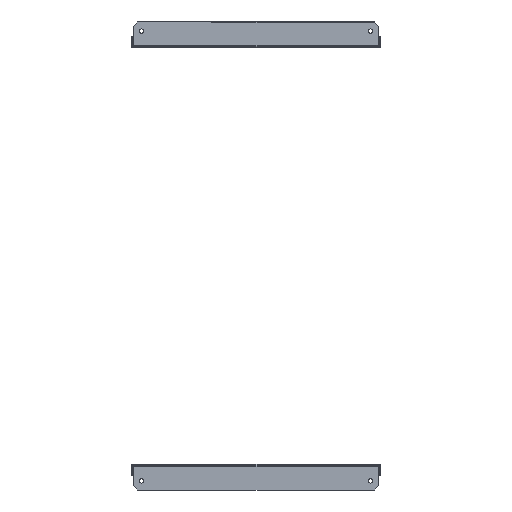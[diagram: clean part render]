
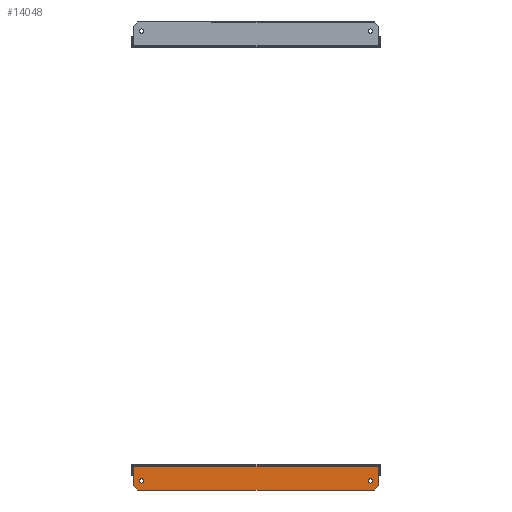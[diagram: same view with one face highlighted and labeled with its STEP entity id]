
A CAD part, left-side view. The second image highlights one B-rep face of the part: STEP entity #14048.
In plain terms, the highlighted planar face has unit normal (-1, 0, 0).
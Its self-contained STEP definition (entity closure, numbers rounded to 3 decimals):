
#626 = AXIS2_PLACEMENT_3D ( 'NONE', #13363, #20582, #9804 ) ;
#912 = CARTESIAN_POINT ( 'NONE',  ( -348.5, 147., -1.5 ) ) ;
#1000 = ORIENTED_EDGE ( 'NONE', *, *, #7416, .T. ) ;
#1112 = VECTOR ( 'NONE', #11253, 1000. ) ;
#1591 = DIRECTION ( 'NONE',  ( 0., 0., 1. ) ) ;
#1985 = VECTOR ( 'NONE', #9152, 1000. ) ;
#2058 = CIRCLE ( 'NONE', #6578, 2.75 ) ;
#2129 = DIRECTION ( 'NONE',  ( -1., 0., 0. ) ) ;
#2227 = CARTESIAN_POINT ( 'NONE',  ( -348.5, -147., -2.5 ) ) ;
#2312 = EDGE_CURVE ( 'NONE', #2387, #12441, #5127, .T. ) ;
#2387 = VERTEX_POINT ( 'NONE', #15945 ) ;
#2454 = LINE ( 'NONE', #912, #14362 ) ;
#2886 = DIRECTION ( 'NONE',  ( 0., -0.707, 0.707 ) ) ;
#3094 = EDGE_LOOP ( 'NONE', ( #20360, #6602 ) ) ;
#3195 = FACE_BOUND ( 'NONE', #4756, .T. ) ;
#4142 = VERTEX_POINT ( 'NONE', #19187 ) ;
#4756 = EDGE_LOOP ( 'NONE', ( #6912, #14298 ) ) ;
#5084 = PLANE ( 'NONE',  #15243 ) ;
#5127 = CIRCLE ( 'NONE', #626, 2.75 ) ;
#5150 = CARTESIAN_POINT ( 'NONE',  ( -348.5, -137.5, -20. ) ) ;
#5890 = DIRECTION ( 'NONE',  ( 0., 1., 0. ) ) ;
#5896 = VECTOR ( 'NONE', #2886, 1000. ) ;
#6024 = DIRECTION ( 'NONE',  ( 0., 1., 0. ) ) ;
#6419 = EDGE_CURVE ( 'NONE', #8487, #17798, #11087, .T. ) ;
#6512 = CARTESIAN_POINT ( 'NONE',  ( -348.5, 0., 0. ) ) ;
#6578 = AXIS2_PLACEMENT_3D ( 'NONE', #11899, #17231, #22766 ) ;
#6602 = ORIENTED_EDGE ( 'NONE', *, *, #7074, .T. ) ;
#6630 = CARTESIAN_POINT ( 'NONE',  ( -348.5, -142., -31. ) ) ;
#6912 = ORIENTED_EDGE ( 'NONE', *, *, #11168, .F. ) ;
#7074 = EDGE_CURVE ( 'NONE', #12441, #2387, #19460, .T. ) ;
#7275 = VECTOR ( 'NONE', #6024, 1000. ) ;
#7416 = EDGE_CURVE ( 'NONE', #11615, #4142, #8322, .T. ) ;
#8201 = CARTESIAN_POINT ( 'NONE',  ( -348.5, -137.5, -22.75 ) ) ;
#8286 = DIRECTION ( 'NONE',  ( -1., 0., 0. ) ) ;
#8322 = LINE ( 'NONE', #18979, #5896 ) ;
#8385 = EDGE_LOOP ( 'NONE', ( #12126, #21848, #13692, #1000, #12778, #22351 ) ) ;
#8487 = VERTEX_POINT ( 'NONE', #2227 ) ;
#8572 = CARTESIAN_POINT ( 'NONE',  ( -348.5, 147., -2.5 ) ) ;
#9152 = DIRECTION ( 'NONE',  ( 0., -0.707, -0.707 ) ) ;
#9447 = CARTESIAN_POINT ( 'NONE',  ( -348.5, 137.5, -20. ) ) ;
#9804 = DIRECTION ( 'NONE',  ( 0., 0., 1. ) ) ;
#9807 = VERTEX_POINT ( 'NONE', #16910 ) ;
#11087 = LINE ( 'NONE', #14748, #20211 ) ;
#11168 = EDGE_CURVE ( 'NONE', #21871, #16596, #2058, .T. ) ;
#11253 = DIRECTION ( 'NONE',  ( 0., 0., -1. ) ) ;
#11615 = VERTEX_POINT ( 'NONE', #6630 ) ;
#11899 = CARTESIAN_POINT ( 'NONE',  ( -348.5, 137.5, -20. ) ) ;
#12126 = ORIENTED_EDGE ( 'NONE', *, *, #18796, .F. ) ;
#12190 = FACE_BOUND ( 'NONE', #3094, .T. ) ;
#12441 = VERTEX_POINT ( 'NONE', #8201 ) ;
#12469 = CIRCLE ( 'NONE', #23037, 2.75 ) ;
#12778 = ORIENTED_EDGE ( 'NONE', *, *, #16682, .F. ) ;
#13144 = LINE ( 'NONE', #22248, #1112 ) ;
#13363 = CARTESIAN_POINT ( 'NONE',  ( -348.5, -137.5, -20. ) ) ;
#13674 = DIRECTION ( 'NONE',  ( 0., 0., 1. ) ) ;
#13692 = ORIENTED_EDGE ( 'NONE', *, *, #21296, .F. ) ;
#14022 = DIRECTION ( 'NONE',  ( 1., 0., 0. ) ) ;
#14048 = ADVANCED_FACE ( 'NONE', ( #12190, #3195, #23067 ), #5084, .T. ) ;
#14298 = ORIENTED_EDGE ( 'NONE', *, *, #17065, .F. ) ;
#14362 = VECTOR ( 'NONE', #13674, 1000. ) ;
#14748 = CARTESIAN_POINT ( 'NONE',  ( -348.5, 0., -2.5 ) ) ;
#15026 = LINE ( 'NONE', #15138, #7275 ) ;
#15138 = CARTESIAN_POINT ( 'NONE',  ( -348.5, 147., -31. ) ) ;
#15243 = AXIS2_PLACEMENT_3D ( 'NONE', #6512, #8286, #15852 ) ;
#15852 = DIRECTION ( 'NONE',  ( 0., 0., 1. ) ) ;
#15889 = CARTESIAN_POINT ( 'NONE',  ( -348.5, 137.5, -17.25 ) ) ;
#15945 = CARTESIAN_POINT ( 'NONE',  ( -348.5, -137.5, -17.25 ) ) ;
#16596 = VERTEX_POINT ( 'NONE', #17330 ) ;
#16682 = EDGE_CURVE ( 'NONE', #8487, #4142, #13144, .T. ) ;
#16894 = VERTEX_POINT ( 'NONE', #19271 ) ;
#16910 = CARTESIAN_POINT ( 'NONE',  ( -348.5, 147., -26. ) ) ;
#17065 = EDGE_CURVE ( 'NONE', #16596, #21871, #12469, .T. ) ;
#17231 = DIRECTION ( 'NONE',  ( -1., 0., 0. ) ) ;
#17330 = CARTESIAN_POINT ( 'NONE',  ( -348.5, 137.5, -22.75 ) ) ;
#17798 = VERTEX_POINT ( 'NONE', #8572 ) ;
#18090 = DIRECTION ( 'NONE',  ( 0., 0., 1. ) ) ;
#18153 = LINE ( 'NONE', #19677, #1985 ) ;
#18349 = AXIS2_PLACEMENT_3D ( 'NONE', #5150, #14022, #1591 ) ;
#18796 = EDGE_CURVE ( 'NONE', #9807, #17798, #2454, .T. ) ;
#18979 = CARTESIAN_POINT ( 'NONE',  ( -348.5, -86.5, -86.5 ) ) ;
#19187 = CARTESIAN_POINT ( 'NONE',  ( -348.5, -147., -26. ) ) ;
#19271 = CARTESIAN_POINT ( 'NONE',  ( -348.5, 142., -31. ) ) ;
#19460 = CIRCLE ( 'NONE', #18349, 2.75 ) ;
#19677 = CARTESIAN_POINT ( 'NONE',  ( -348.5, 86.5, -86.5 ) ) ;
#20211 = VECTOR ( 'NONE', #5890, 1000. ) ;
#20360 = ORIENTED_EDGE ( 'NONE', *, *, #2312, .T. ) ;
#20582 = DIRECTION ( 'NONE',  ( 1., 0., 0. ) ) ;
#21296 = EDGE_CURVE ( 'NONE', #11615, #16894, #15026, .T. ) ;
#21848 = ORIENTED_EDGE ( 'NONE', *, *, #23060, .T. ) ;
#21871 = VERTEX_POINT ( 'NONE', #15889 ) ;
#22248 = CARTESIAN_POINT ( 'NONE',  ( -348.5, -147., -31. ) ) ;
#22351 = ORIENTED_EDGE ( 'NONE', *, *, #6419, .T. ) ;
#22766 = DIRECTION ( 'NONE',  ( 0., 0., 1. ) ) ;
#23037 = AXIS2_PLACEMENT_3D ( 'NONE', #9447, #2129, #18090 ) ;
#23060 = EDGE_CURVE ( 'NONE', #9807, #16894, #18153, .T. ) ;
#23067 = FACE_OUTER_BOUND ( 'NONE', #8385, .T. ) ;
